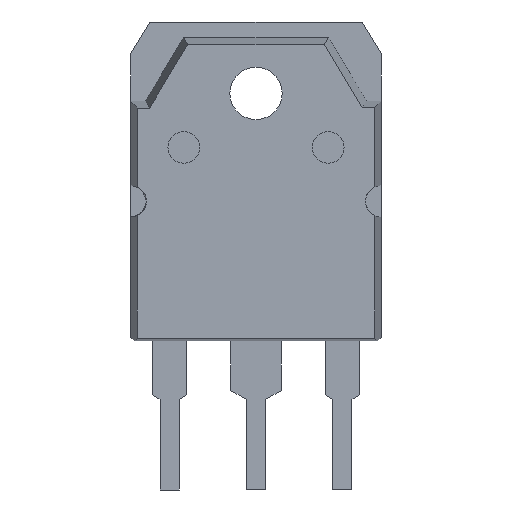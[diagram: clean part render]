
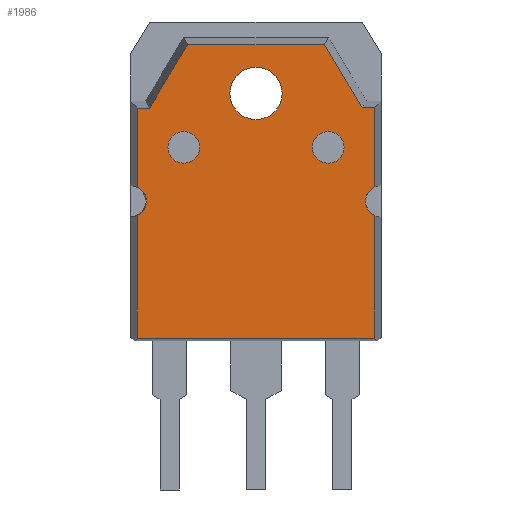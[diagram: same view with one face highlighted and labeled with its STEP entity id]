
A CAD part, front view. The second image highlights one B-rep face of the part: STEP entity #1986.
In plain terms, the highlighted planar face has unit normal (0, -1, 0).
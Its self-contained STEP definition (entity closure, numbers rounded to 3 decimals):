
#1035=CARTESIAN_POINT('',(-3.55,-1.825,17.6));
#1036=VERTEX_POINT('',#1035);
#1045=CARTESIAN_POINT('',(-5.55,-1.825,17.6));
#1046=VERTEX_POINT('',#1045);
#1047=CARTESIAN_POINT('',(-4.55,-1.825,17.6));
#1048=DIRECTION('',(0.0,1.0,0.0));
#1049=DIRECTION('',(1.0,0.0,0.0));
#1050=AXIS2_PLACEMENT_3D('',#1047,#1048,#1049);
#1051=CIRCLE('',#1050,1.0);
#1052=EDGE_CURVE('',#1046,#1036,#1051,.T.);
#1077=CARTESIAN_POINT('',(5.55,-1.825,17.6));
#1078=VERTEX_POINT('',#1077);
#1087=CARTESIAN_POINT('',(3.55,-1.825,17.6));
#1088=VERTEX_POINT('',#1087);
#1089=CARTESIAN_POINT('',(4.55,-1.825,17.6));
#1090=DIRECTION('',(0.0,1.0,0.0));
#1091=DIRECTION('',(1.0,0.0,0.0));
#1092=AXIS2_PLACEMENT_3D('',#1089,#1090,#1091);
#1093=CIRCLE('',#1092,1.0);
#1094=EDGE_CURVE('',#1088,#1078,#1093,.T.);
#1121=CARTESIAN_POINT('',(1.65,-1.825,21.));
#1122=VERTEX_POINT('',#1121);
#1138=CARTESIAN_POINT('',(-1.65,-1.825,21.));
#1139=VERTEX_POINT('',#1138);
#1146=CARTESIAN_POINT('',(0.,-1.825,21.));
#1147=DIRECTION('',(0.0,1.0,0.0));
#1148=DIRECTION('',(1.0,0.0,0.0));
#1149=AXIS2_PLACEMENT_3D('',#1146,#1147,#1148);
#1150=CIRCLE('',#1149,1.65);
#1151=EDGE_CURVE('',#1122,#1139,#1150,.T.);
#1162=CARTESIAN_POINT('',(0.,-1.825,21.));
#1163=DIRECTION('',(0.0,1.0,0.0));
#1164=DIRECTION('',(1.0,0.0,0.0));
#1165=AXIS2_PLACEMENT_3D('',#1162,#1163,#1164);
#1166=CIRCLE('',#1165,1.65);
#1167=EDGE_CURVE('',#1139,#1122,#1166,.T.);
#1391=CARTESIAN_POINT('',(-7.473,-1.825,5.574));
#1392=VERTEX_POINT('',#1391);
#1399=CARTESIAN_POINT('',(-7.473,-1.825,13.296));
#1400=VERTEX_POINT('',#1399);
#1401=CARTESIAN_POINT('',(-7.473,-1.825,13.296));
#1402=DIRECTION('',(0.0,0.0,-1.0));
#1403=VECTOR('',#1402,7.722);
#1404=LINE('',#1401,#1403);
#1405=EDGE_CURVE('',#1392,#1400,#1404,.F.);
#1425=CARTESIAN_POINT('',(7.473,-1.825,5.574));
#1426=VERTEX_POINT('',#1425);
#1433=CARTESIAN_POINT('',(-7.473,-1.825,5.574));
#1434=DIRECTION('',(1.0,0.0,0.0));
#1435=VECTOR('',#1434,14.947);
#1436=LINE('',#1433,#1435);
#1437=EDGE_CURVE('',#1426,#1392,#1436,.F.);
#1456=CARTESIAN_POINT('',(7.473,-1.825,13.296));
#1457=VERTEX_POINT('',#1456);
#1465=CARTESIAN_POINT('',(7.473,-1.825,5.574));
#1466=DIRECTION('',(0.0,0.0,1.0));
#1467=VECTOR('',#1466,7.722);
#1468=LINE('',#1465,#1467);
#1469=EDGE_CURVE('',#1457,#1426,#1468,.F.);
#1490=CARTESIAN_POINT('',(7.473,-1.825,15.104));
#1491=VERTEX_POINT('',#1490);
#1499=CARTESIAN_POINT('',(7.9,-1.825,14.2));
#1500=DIRECTION('',(0.0,1.0,0.0));
#1501=DIRECTION('',(-1.0,0.0,0.0));
#1502=AXIS2_PLACEMENT_3D('',#1499,#1500,#1501);
#1503=CIRCLE('',#1502,1.0);
#1504=EDGE_CURVE('',#1457,#1491,#1503,.T.);
#1552=CARTESIAN_POINT('',(-7.473,-1.825,15.104));
#1553=VERTEX_POINT('',#1552);
#1561=CARTESIAN_POINT('',(-7.473,-1.825,20.073));
#1562=VERTEX_POINT('',#1561);
#1563=CARTESIAN_POINT('',(-7.473,-1.825,20.073));
#1564=DIRECTION('',(0.0,0.0,-1.0));
#1565=VECTOR('',#1564,4.969);
#1566=LINE('',#1563,#1565);
#1567=EDGE_CURVE('',#1553,#1562,#1566,.F.);
#1593=CARTESIAN_POINT('',(-6.708,-1.825,20.073));
#1594=VERTEX_POINT('',#1593);
#1595=CARTESIAN_POINT('',(-6.708,-1.825,20.073));
#1596=DIRECTION('',(-1.0,0.0,0.0));
#1597=VECTOR('',#1596,0.765);
#1598=LINE('',#1595,#1597);
#1599=EDGE_CURVE('',#1562,#1594,#1598,.F.);
#1615=CARTESIAN_POINT('',(-4.308,-1.825,24.073));
#1616=VERTEX_POINT('',#1615);
#1617=CARTESIAN_POINT('',(-4.308,-1.825,24.073));
#1618=DIRECTION('',(-0.514,0.,-0.857));
#1619=VECTOR('',#1618,4.665);
#1620=LINE('',#1617,#1619);
#1621=EDGE_CURVE('',#1594,#1616,#1620,.F.);
#1654=CARTESIAN_POINT('',(4.308,-1.825,24.073));
#1655=VERTEX_POINT('',#1654);
#1656=CARTESIAN_POINT('',(4.308,-1.825,24.073));
#1657=DIRECTION('',(-1.0,0.0,0.0));
#1658=VECTOR('',#1657,8.617);
#1659=LINE('',#1656,#1658);
#1660=EDGE_CURVE('',#1616,#1655,#1659,.F.);
#1685=CARTESIAN_POINT('',(6.692,-1.825,20.1));
#1686=VERTEX_POINT('',#1685);
#1687=CARTESIAN_POINT('',(6.692,-1.825,20.1));
#1688=DIRECTION('',(-0.514,0.,0.857));
#1689=VECTOR('',#1688,4.634);
#1690=LINE('',#1687,#1689);
#1691=EDGE_CURVE('',#1655,#1686,#1690,.F.);
#1724=CARTESIAN_POINT('',(7.473,-1.825,20.1));
#1725=VERTEX_POINT('',#1724);
#1726=CARTESIAN_POINT('',(6.692,-1.825,20.1));
#1727=DIRECTION('',(1.0,0.0,0.0));
#1728=VECTOR('',#1727,0.781);
#1729=LINE('',#1726,#1728);
#1730=EDGE_CURVE('',#1686,#1725,#1729,.T.);
#1764=CARTESIAN_POINT('',(7.473,-1.825,15.104));
#1765=DIRECTION('',(0.0,0.0,1.0));
#1766=VECTOR('',#1765,4.996);
#1767=LINE('',#1764,#1766);
#1768=EDGE_CURVE('',#1725,#1491,#1767,.F.);
#1836=CARTESIAN_POINT('',(4.55,-1.825,17.6));
#1837=DIRECTION('',(0.0,1.0,0.0));
#1838=DIRECTION('',(1.0,0.0,0.0));
#1839=AXIS2_PLACEMENT_3D('',#1836,#1837,#1838);
#1840=CIRCLE('',#1839,1.0);
#1841=EDGE_CURVE('',#1078,#1088,#1840,.T.);
#1870=CARTESIAN_POINT('',(-4.55,-1.825,17.6));
#1871=DIRECTION('',(0.0,1.0,0.0));
#1872=DIRECTION('',(1.0,0.0,0.0));
#1873=AXIS2_PLACEMENT_3D('',#1870,#1871,#1872);
#1874=CIRCLE('',#1873,1.0);
#1875=EDGE_CURVE('',#1036,#1046,#1874,.T.);
#1927=CARTESIAN_POINT('',(-7.9,-1.825,14.2));
#1928=DIRECTION('',(0.0,1.0,0.0));
#1929=DIRECTION('',(1.0,0.0,0.0));
#1930=AXIS2_PLACEMENT_3D('',#1927,#1928,#1929);
#1931=CIRCLE('',#1930,1.0);
#1932=EDGE_CURVE('',#1553,#1400,#1931,.T.);
#1955=CARTESIAN_POINT('',(0.,-1.825,14.19));
#1956=DIRECTION('',(0.0,-1.0,0.0));
#1957=DIRECTION('',(1.0,0.0,0.0));
#1958=AXIS2_PLACEMENT_3D('',#1955,#1956,#1957);
#1959=PLANE('',#1958);
#1960=ORIENTED_EDGE('',*,*,#1437,.F.);
#1961=ORIENTED_EDGE('',*,*,#1469,.F.);
#1962=ORIENTED_EDGE('',*,*,#1504,.T.);
#1963=ORIENTED_EDGE('',*,*,#1768,.F.);
#1964=ORIENTED_EDGE('',*,*,#1730,.F.);
#1965=ORIENTED_EDGE('',*,*,#1691,.F.);
#1966=ORIENTED_EDGE('',*,*,#1660,.F.);
#1967=ORIENTED_EDGE('',*,*,#1621,.F.);
#1968=ORIENTED_EDGE('',*,*,#1599,.F.);
#1969=ORIENTED_EDGE('',*,*,#1567,.F.);
#1970=ORIENTED_EDGE('',*,*,#1932,.T.);
#1971=ORIENTED_EDGE('',*,*,#1405,.F.);
#1972=EDGE_LOOP('',(#1960,#1961,#1962,#1963,#1964,#1965,#1966,#1967,#1968,#1969,#1970,#1971));
#1973=FACE_OUTER_BOUND('',#1972,.T.);
#1974=ORIENTED_EDGE('',*,*,#1167,.T.);
#1975=ORIENTED_EDGE('',*,*,#1151,.T.);
#1976=EDGE_LOOP('',(#1974,#1975));
#1977=FACE_BOUND('',#1976,.T.);
#1978=ORIENTED_EDGE('',*,*,#1841,.T.);
#1979=ORIENTED_EDGE('',*,*,#1094,.T.);
#1980=EDGE_LOOP('',(#1978,#1979));
#1981=FACE_BOUND('',#1980,.T.);
#1982=ORIENTED_EDGE('',*,*,#1875,.T.);
#1983=ORIENTED_EDGE('',*,*,#1052,.T.);
#1984=EDGE_LOOP('',(#1982,#1983));
#1985=FACE_BOUND('',#1984,.T.);
#1986=ADVANCED_FACE('',(#1973,#1977,#1981,#1985),#1959,.T.);
